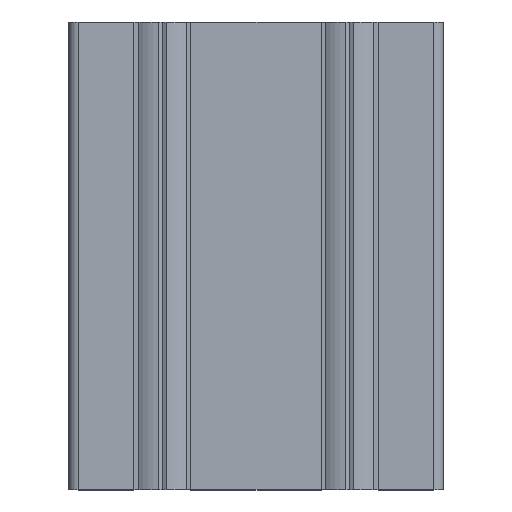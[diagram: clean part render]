
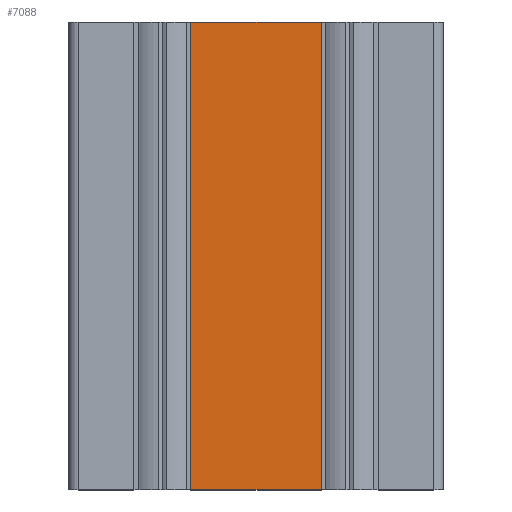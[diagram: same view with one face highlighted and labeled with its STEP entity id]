
A CAD part, top view. The second image highlights one B-rep face of the part: STEP entity #7088.
In plain terms, the highlighted planar face has unit normal (0, 0, 1).
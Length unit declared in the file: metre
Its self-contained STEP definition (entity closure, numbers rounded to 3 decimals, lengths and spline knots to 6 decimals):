
#154=PLANE('',#7583);
#456=FACE_OUTER_BOUND('',#812,.T.);
#812=EDGE_LOOP('',(#5401,#5402,#5403,#5404));
#1434=LINE('',#10971,#2272);
#1435=LINE('',#10974,#2273);
#1436=LINE('',#10976,#2274);
#1437=LINE('',#10977,#2275);
#2272=VECTOR('',#8899,0.1);
#2273=VECTOR('',#8902,0.0278);
#2274=VECTOR('',#8903,0.0278);
#2275=VECTOR('',#8904,0.1);
#3267=VERTEX_POINT('',#10964);
#3270=VERTEX_POINT('',#10969);
#3271=VERTEX_POINT('',#10973);
#3272=VERTEX_POINT('',#10975);
#4158=EDGE_CURVE('',#3270,#3267,#1434,.T.);
#4159=EDGE_CURVE('',#3271,#3267,#1435,.T.);
#4160=EDGE_CURVE('',#3272,#3270,#1436,.T.);
#4161=EDGE_CURVE('',#3272,#3271,#1437,.T.);
#5401=ORIENTED_EDGE('',*,*,#4159,.T.);
#5402=ORIENTED_EDGE('',*,*,#4158,.F.);
#5403=ORIENTED_EDGE('',*,*,#4160,.F.);
#5404=ORIENTED_EDGE('',*,*,#4161,.T.);
#7088=ADVANCED_FACE('',(#456),#154,.F.);
#7583=AXIS2_PLACEMENT_3D('',#10972,#8900,#8901);
#8899=DIRECTION('',(0.,-1.,0.));
#8900=DIRECTION('center_axis',(0.,0.,-1.));
#8901=DIRECTION('ref_axis',(-1.,0.,0.));
#8902=DIRECTION('',(1.,0.,0.));
#8903=DIRECTION('',(1.,0.,0.));
#8904=DIRECTION('',(0.,-1.,0.));
#10964=CARTESIAN_POINT('',(0.030276,-0.076145,0.087686));
#10969=CARTESIAN_POINT('',(0.030276,0.023855,0.087686));
#10971=CARTESIAN_POINT('',(0.030276,0.023855,0.087686));
#10972=CARTESIAN_POINT('Origin',(0.030276,0.923855,0.087686));
#10973=CARTESIAN_POINT('',(0.002476,-0.076145,0.087686));
#10974=CARTESIAN_POINT('',(0.002476,-0.076145,0.087686));
#10975=CARTESIAN_POINT('',(0.002476,0.023855,0.087686));
#10976=CARTESIAN_POINT('',(0.002476,0.023855,0.087686));
#10977=CARTESIAN_POINT('',(0.002476,0.023855,0.087686));
